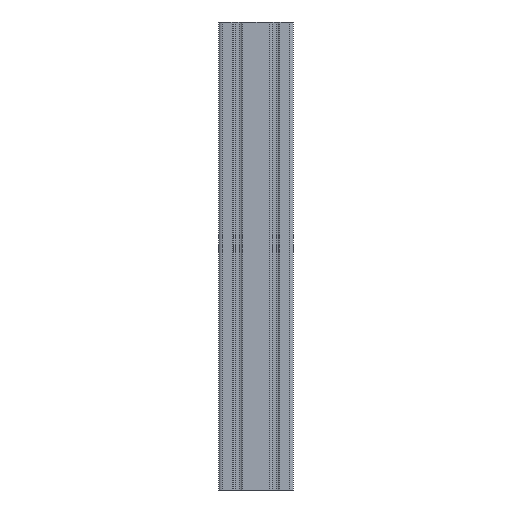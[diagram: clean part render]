
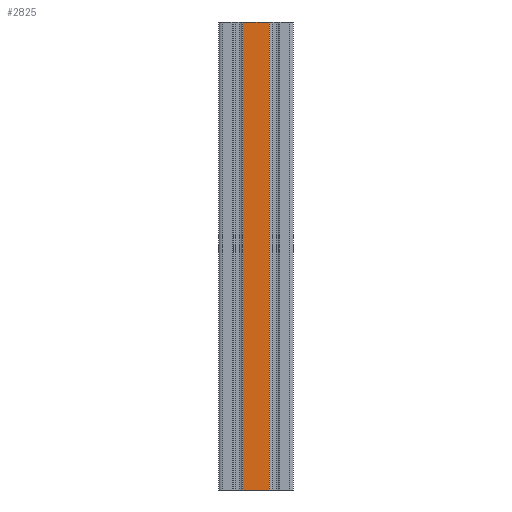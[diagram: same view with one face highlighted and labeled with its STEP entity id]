
A CAD part, front view. The second image highlights one B-rep face of the part: STEP entity #2825.
In plain terms, the highlighted planar face has unit normal (0, -1, 0).
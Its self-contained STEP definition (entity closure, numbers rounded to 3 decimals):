
#185 = VERTEX_POINT ( 'NONE', #5932 ) ;
#2116 = VERTEX_POINT ( 'NONE', #7741 ) ;
#2176 = EDGE_CURVE ( 'NONE', #2116, #185, #7818, .T. ) ;
#2760 = ORIENTED_EDGE ( 'NONE', *, *, #4454, .T. ) ;
#2761 = ORIENTED_EDGE ( 'NONE', *, *, #2768, .T. ) ;
#2765 = EDGE_LOOP ( 'NONE', ( #2760, #2824, #2826, #2761 ) ) ;
#2768 = EDGE_CURVE ( 'NONE', #2116, #4455, #8726, .T. ) ;
#2824 = ORIENTED_EDGE ( 'NONE', *, *, #3490, .F. ) ;
#2825 = ADVANCED_FACE ( 'NONE', ( #8775 ), #8781, .F. ) ;
#2826 = ORIENTED_EDGE ( 'NONE', *, *, #2176, .F. ) ;
#3490 = EDGE_CURVE ( 'NONE', #185, #4500, #9897, .T. ) ;
#4454 = EDGE_CURVE ( 'NONE', #4455, #4500, #11331, .T. ) ;
#4455 = VERTEX_POINT ( 'NONE', #11333 ) ;
#4500 = VERTEX_POINT ( 'NONE', #11438 ) ;
#5932 = CARTESIAN_POINT ( 'NONE',  ( -18087.699, -14972.661, 500. ) ) ;
#7741 = CARTESIAN_POINT ( 'NONE',  ( -18116.499, -14972.661, 500. ) ) ;
#7817 = CARTESIAN_POINT ( 'NONE',  ( -18116.499, -14972.661, 500. ) ) ;
#7818 = LINE ( 'NONE', #7817, #7872 ) ;
#7871 = DIRECTION ( 'NONE',  ( 1., 0., 0. ) ) ;
#7872 = VECTOR ( 'NONE', #7871, 1000. ) ;
#8724 = DIRECTION ( 'NONE',  ( 0., 0., -1. ) ) ;
#8725 = VECTOR ( 'NONE', #8724, 1000. ) ;
#8726 = LINE ( 'NONE', #8734, #8725 ) ;
#8734 = CARTESIAN_POINT ( 'NONE',  ( -18116.499, -14972.661, 500. ) ) ;
#8775 = FACE_OUTER_BOUND ( 'NONE', #2765, .T. ) ;
#8781 = PLANE ( 'NONE',  #8829 ) ;
#8826 = DIRECTION ( 'NONE',  ( -1., 0., 0. ) ) ;
#8827 = DIRECTION ( 'NONE',  ( 0., 1., 0. ) ) ;
#8828 = CARTESIAN_POINT ( 'NONE',  ( -18116.499, -14972.661, 500. ) ) ;
#8829 = AXIS2_PLACEMENT_3D ( 'NONE', #8828, #8827, #8826 ) ;
#9894 = DIRECTION ( 'NONE',  ( 0., 0., -1. ) ) ;
#9895 = VECTOR ( 'NONE', #9894, 1000. ) ;
#9896 = CARTESIAN_POINT ( 'NONE',  ( -18087.699, -14972.661, 500. ) ) ;
#9897 = LINE ( 'NONE', #9896, #9895 ) ;
#11328 = DIRECTION ( 'NONE',  ( 1., 0., 0. ) ) ;
#11329 = VECTOR ( 'NONE', #11328, 1000. ) ;
#11330 = CARTESIAN_POINT ( 'NONE',  ( -18116.499, -14972.661, 0. ) ) ;
#11331 = LINE ( 'NONE', #11330, #11329 ) ;
#11333 = CARTESIAN_POINT ( 'NONE',  ( -18116.499, -14972.661, 0. ) ) ;
#11438 = CARTESIAN_POINT ( 'NONE',  ( -18087.699, -14972.661, 0. ) ) ;
